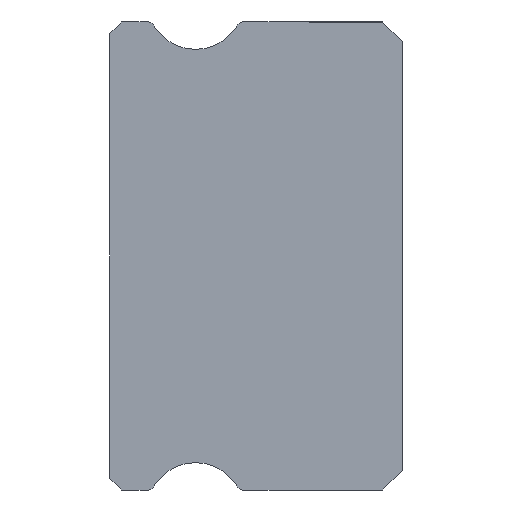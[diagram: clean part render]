
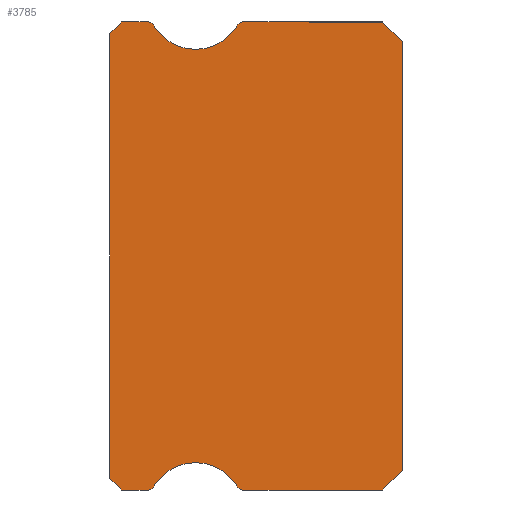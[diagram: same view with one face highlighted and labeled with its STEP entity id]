
A CAD part, left-side view. The second image highlights one B-rep face of the part: STEP entity #3785.
In plain terms, the highlighted planar face has unit normal (-1, 0, 0).
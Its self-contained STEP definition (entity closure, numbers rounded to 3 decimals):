
#5 = ORIENTED_EDGE ( 'NONE', *, *, #660, .F. ) ;
#59 = CARTESIAN_POINT ( 'NONE',  ( -12.5, 7.5, -5.7 ) ) ;
#82 = DIRECTION ( 'NONE',  ( 0., 0., -1. ) ) ;
#146 = ORIENTED_EDGE ( 'NONE', *, *, #3280, .F. ) ;
#151 = EDGE_LOOP ( 'NONE', ( #1183, #3365, #3314, #1035, #5, #3975, #1466, #1164, #409, #252, #2687, #3158, #3278, #558, #146, #2496, #2545 ) ) ;
#179 = CARTESIAN_POINT ( 'NONE',  ( -12.5, 6.383, 5.925 ) ) ;
#182 = VECTOR ( 'NONE', #3272, 1000. ) ;
#193 = EDGE_CURVE ( 'NONE', #3268, #3244, #3322, .T. ) ;
#233 = CARTESIAN_POINT ( 'NONE',  ( -12.5, 5.3, 5.3 ) ) ;
#252 = ORIENTED_EDGE ( 'NONE', *, *, #1552, .T. ) ;
#286 = VECTOR ( 'NONE', #2824, 1000. ) ;
#306 = DIRECTION ( 'NONE',  ( 0., 0., -1. ) ) ;
#356 = VECTOR ( 'NONE', #2552, 1000. ) ;
#373 = CARTESIAN_POINT ( 'NONE',  ( -12.5, 0.5, 6. ) ) ;
#409 = ORIENTED_EDGE ( 'NONE', *, *, #3076, .F. ) ;
#448 = EDGE_CURVE ( 'NONE', #2103, #487, #3294, .T. ) ;
#475 = LINE ( 'NONE', #2978, #1254 ) ;
#487 = VERTEX_POINT ( 'NONE', #1039 ) ;
#497 = LINE ( 'NONE', #2000, #2764 ) ;
#558 = ORIENTED_EDGE ( 'NONE', *, *, #193, .F. ) ;
#579 = CARTESIAN_POINT ( 'NONE',  ( -12.5, 7.5, 5.7 ) ) ;
#660 = EDGE_CURVE ( 'NONE', #2610, #3821, #3259, .T. ) ;
#724 = CARTESIAN_POINT ( 'NONE',  ( -12.5, 0.5, -6. ) ) ;
#872 = VERTEX_POINT ( 'NONE', #1387 ) ;
#888 = DIRECTION ( 'NONE',  ( 0., 0., -1. ) ) ;
#906 = DIRECTION ( 'NONE',  ( 0., 0., -1. ) ) ;
#940 = VECTOR ( 'NONE', #2714, 1000. ) ;
#947 = VERTEX_POINT ( 'NONE', #2614 ) ;
#948 = DIRECTION ( 'NONE',  ( -1., 0., 0. ) ) ;
#951 = DIRECTION ( 'NONE',  ( 0., 0., -1. ) ) ;
#956 = EDGE_CURVE ( 'NONE', #1175, #872, #1346, .T. ) ;
#973 = CARTESIAN_POINT ( 'NONE',  ( -12.5, 6.512, -6. ) ) ;
#986 = DIRECTION ( 'NONE',  ( 1., 0., 0. ) ) ;
#1001 = DIRECTION ( 'NONE',  ( 0., 0., -1. ) ) ;
#1013 = AXIS2_PLACEMENT_3D ( 'NONE', #1423, #2635, #1001 ) ;
#1035 = ORIENTED_EDGE ( 'NONE', *, *, #3334, .T. ) ;
#1039 = CARTESIAN_POINT ( 'NONE',  ( -12.5, 4.088, -6. ) ) ;
#1089 = CARTESIAN_POINT ( 'NONE',  ( -12.5, 0., 5.5 ) ) ;
#1097 = VECTOR ( 'NONE', #3075, 1000. ) ;
#1146 = CARTESIAN_POINT ( 'NONE',  ( -12.5, 7.2, 6. ) ) ;
#1164 = ORIENTED_EDGE ( 'NONE', *, *, #448, .F. ) ;
#1175 = VERTEX_POINT ( 'NONE', #59 ) ;
#1183 = ORIENTED_EDGE ( 'NONE', *, *, #2862, .T. ) ;
#1254 = VECTOR ( 'NONE', #2625, 1000. ) ;
#1280 = EDGE_CURVE ( 'NONE', #1175, #947, #475, .T. ) ;
#1302 = CARTESIAN_POINT ( 'NONE',  ( -12.5, 5.3, 6.55 ) ) ;
#1314 = CARTESIAN_POINT ( 'NONE',  ( -12.5, 4.088, 6. ) ) ;
#1346 = LINE ( 'NONE', #1966, #940 ) ;
#1374 = CARTESIAN_POINT ( 'NONE',  ( -12.5, 6.512, -6. ) ) ;
#1387 = CARTESIAN_POINT ( 'NONE',  ( -12.5, 7.2, -6. ) ) ;
#1405 = CIRCLE ( 'NONE', #1013, 0.15 ) ;
#1423 = CARTESIAN_POINT ( 'NONE',  ( -12.5, 4.088, 5.85 ) ) ;
#1445 = DIRECTION ( 'NONE',  ( 0., 0., -1. ) ) ;
#1466 = ORIENTED_EDGE ( 'NONE', *, *, #4020, .F. ) ;
#1496 = AXIS2_PLACEMENT_3D ( 'NONE', #3695, #3035, #3366 ) ;
#1533 = EDGE_CURVE ( 'NONE', #2469, #1580, #497, .T. ) ;
#1552 = EDGE_CURVE ( 'NONE', #3422, #2327, #2065, .T. ) ;
#1580 = VERTEX_POINT ( 'NONE', #3247 ) ;
#1812 = CARTESIAN_POINT ( 'NONE',  ( -12.5, 4.088, -5.85 ) ) ;
#1829 = DIRECTION ( 'NONE',  ( 0., 0.707, -0.707 ) ) ;
#1886 = LINE ( 'NONE', #973, #4027 ) ;
#1907 = DIRECTION ( 'NONE',  ( -1., 0., 0. ) ) ;
#1966 = CARTESIAN_POINT ( 'NONE',  ( -12.5, 7.2, -6. ) ) ;
#2000 = CARTESIAN_POINT ( 'NONE',  ( -12.5, 6.512, 6. ) ) ;
#2020 = DIRECTION ( 'NONE',  ( 0., 0., 1. ) ) ;
#2047 = CARTESIAN_POINT ( 'NONE',  ( -12.5, 6.512, 5.85 ) ) ;
#2062 = CIRCLE ( 'NONE', #3441, 1.25 ) ;
#2065 = LINE ( 'NONE', #1089, #3425 ) ;
#2085 = AXIS2_PLACEMENT_3D ( 'NONE', #2854, #948, #306 ) ;
#2094 = LINE ( 'NONE', #1146, #1097 ) ;
#2103 = VERTEX_POINT ( 'NONE', #724 ) ;
#2160 = VERTEX_POINT ( 'NONE', #3098 ) ;
#2190 = CARTESIAN_POINT ( 'NONE',  ( -12.5, 4.217, 5.925 ) ) ;
#2263 = CARTESIAN_POINT ( 'NONE',  ( -12.5, 7.2, 6. ) ) ;
#2279 = CIRCLE ( 'NONE', #2413, 1.25 ) ;
#2324 = CARTESIAN_POINT ( 'NONE',  ( -12.5, 0., -5.5 ) ) ;
#2327 = VERTEX_POINT ( 'NONE', #3710 ) ;
#2349 = LINE ( 'NONE', #2366, #356 ) ;
#2362 = DIRECTION ( 'NONE',  ( 0., -1., 0. ) ) ;
#2366 = CARTESIAN_POINT ( 'NONE',  ( -12.5, 0., -5.5 ) ) ;
#2413 = AXIS2_PLACEMENT_3D ( 'NONE', #2746, #3697, #888 ) ;
#2418 = DIRECTION ( 'NONE',  ( 1., 0., 0. ) ) ;
#2469 = VERTEX_POINT ( 'NONE', #1314 ) ;
#2496 = ORIENTED_EDGE ( 'NONE', *, *, #3114, .F. ) ;
#2545 = ORIENTED_EDGE ( 'NONE', *, *, #2723, .T. ) ;
#2552 = DIRECTION ( 'NONE',  ( 0., 0.707, -0.707 ) ) ;
#2610 = VERTEX_POINT ( 'NONE', #3201 ) ;
#2614 = CARTESIAN_POINT ( 'NONE',  ( -12.5, 7.5, 5.7 ) ) ;
#2625 = DIRECTION ( 'NONE',  ( 0., 0., 1. ) ) ;
#2634 = AXIS2_PLACEMENT_3D ( 'NONE', #3765, #986, #951 ) ;
#2635 = DIRECTION ( 'NONE',  ( 1., 0., 0. ) ) ;
#2687 = ORIENTED_EDGE ( 'NONE', *, *, #3354, .F. ) ;
#2714 = DIRECTION ( 'NONE',  ( 0., -0.707, -0.707 ) ) ;
#2723 = EDGE_CURVE ( 'NONE', #2160, #3378, #2094, .T. ) ;
#2746 = CARTESIAN_POINT ( 'NONE',  ( -12.5, 5.3, -6.55 ) ) ;
#2764 = VECTOR ( 'NONE', #2362, 1000. ) ;
#2824 = DIRECTION ( 'NONE',  ( 0., -0.707, -0.707 ) ) ;
#2837 = CIRCLE ( 'NONE', #3884, 0.15 ) ;
#2854 = CARTESIAN_POINT ( 'NONE',  ( -12.5, 5.3, 6.55 ) ) ;
#2857 = EDGE_CURVE ( 'NONE', #3462, #2610, #2279, .T. ) ;
#2862 = EDGE_CURVE ( 'NONE', #3378, #947, #3389, .T. ) ;
#2894 = FACE_OUTER_BOUND ( 'NONE', #151, .T. ) ;
#2920 = CARTESIAN_POINT ( 'NONE',  ( -12.5, 4.217, -5.925 ) ) ;
#2948 = DIRECTION ( 'NONE',  ( 1., 0., 0. ) ) ;
#2978 = CARTESIAN_POINT ( 'NONE',  ( -12.5, 7.5, 5.85 ) ) ;
#3035 = DIRECTION ( 'NONE',  ( 1., 0., 0. ) ) ;
#3059 = EDGE_CURVE ( 'NONE', #3244, #2469, #1405, .T. ) ;
#3075 = DIRECTION ( 'NONE',  ( 0., 1., 0. ) ) ;
#3076 = EDGE_CURVE ( 'NONE', #3422, #2103, #2349, .T. ) ;
#3098 = CARTESIAN_POINT ( 'NONE',  ( -12.5, 6.512, 6. ) ) ;
#3111 = CIRCLE ( 'NONE', #3298, 0.15 ) ;
#3114 = EDGE_CURVE ( 'NONE', #2160, #4000, #3111, .T. ) ;
#3135 = VECTOR ( 'NONE', #1829, 1000. ) ;
#3158 = ORIENTED_EDGE ( 'NONE', *, *, #1533, .F. ) ;
#3188 = LINE ( 'NONE', #373, #286 ) ;
#3201 = CARTESIAN_POINT ( 'NONE',  ( -12.5, 6.383, -5.925 ) ) ;
#3202 = PLANE ( 'NONE',  #2634 ) ;
#3214 = CARTESIAN_POINT ( 'NONE',  ( -12.5, 6.512, -6. ) ) ;
#3244 = VERTEX_POINT ( 'NONE', #2190 ) ;
#3247 = CARTESIAN_POINT ( 'NONE',  ( -12.5, 0.5, 6. ) ) ;
#3259 = CIRCLE ( 'NONE', #1496, 0.15 ) ;
#3268 = VERTEX_POINT ( 'NONE', #233 ) ;
#3272 = DIRECTION ( 'NONE',  ( 0., 1., 0. ) ) ;
#3278 = ORIENTED_EDGE ( 'NONE', *, *, #3059, .F. ) ;
#3280 = EDGE_CURVE ( 'NONE', #4000, #3268, #2062, .T. ) ;
#3294 = LINE ( 'NONE', #3214, #182 ) ;
#3298 = AXIS2_PLACEMENT_3D ( 'NONE', #2047, #2948, #1445 ) ;
#3314 = ORIENTED_EDGE ( 'NONE', *, *, #956, .T. ) ;
#3322 = CIRCLE ( 'NONE', #2085, 1.25 ) ;
#3334 = EDGE_CURVE ( 'NONE', #872, #3821, #1886, .T. ) ;
#3354 = EDGE_CURVE ( 'NONE', #1580, #2327, #3188, .T. ) ;
#3365 = ORIENTED_EDGE ( 'NONE', *, *, #1280, .F. ) ;
#3366 = DIRECTION ( 'NONE',  ( 0., 0., -1. ) ) ;
#3378 = VERTEX_POINT ( 'NONE', #2263 ) ;
#3389 = LINE ( 'NONE', #579, #3135 ) ;
#3422 = VERTEX_POINT ( 'NONE', #2324 ) ;
#3425 = VECTOR ( 'NONE', #2020, 1000. ) ;
#3441 = AXIS2_PLACEMENT_3D ( 'NONE', #1302, #1907, #82 ) ;
#3462 = VERTEX_POINT ( 'NONE', #2920 ) ;
#3695 = CARTESIAN_POINT ( 'NONE',  ( -12.5, 6.512, -5.85 ) ) ;
#3697 = DIRECTION ( 'NONE',  ( -1., 0., 0. ) ) ;
#3710 = CARTESIAN_POINT ( 'NONE',  ( -12.5, 0., 5.5 ) ) ;
#3765 = CARTESIAN_POINT ( 'NONE',  ( -12.5, 6.512, 5.85 ) ) ;
#3785 = ADVANCED_FACE ( 'NONE', ( #2894 ), #3202, .F. ) ;
#3804 = DIRECTION ( 'NONE',  ( 0., -1., 0. ) ) ;
#3821 = VERTEX_POINT ( 'NONE', #1374 ) ;
#3884 = AXIS2_PLACEMENT_3D ( 'NONE', #1812, #2418, #906 ) ;
#3975 = ORIENTED_EDGE ( 'NONE', *, *, #2857, .F. ) ;
#4000 = VERTEX_POINT ( 'NONE', #179 ) ;
#4020 = EDGE_CURVE ( 'NONE', #487, #3462, #2837, .T. ) ;
#4027 = VECTOR ( 'NONE', #3804, 1000. ) ;
